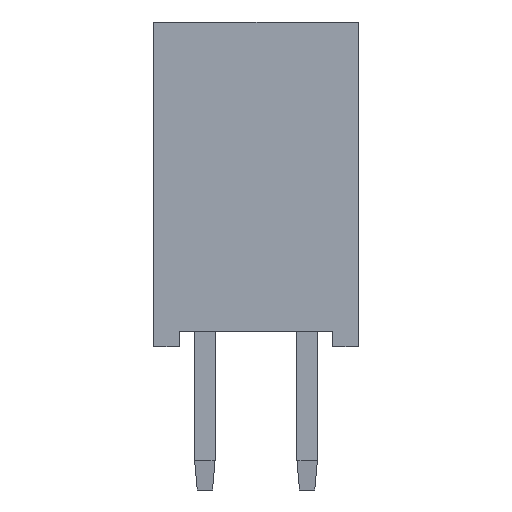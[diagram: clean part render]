
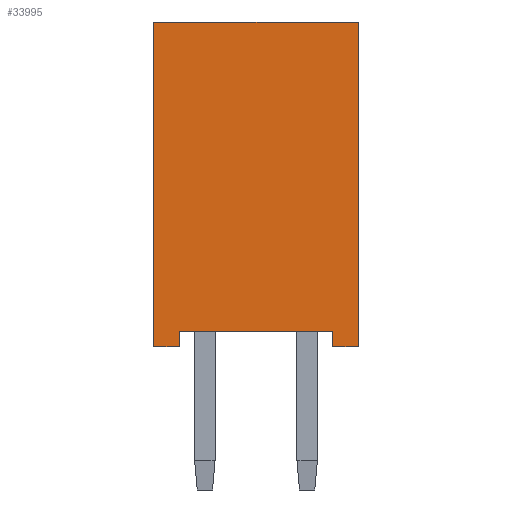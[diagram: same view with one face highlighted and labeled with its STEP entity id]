
A CAD part, left-side view. The second image highlights one B-rep face of the part: STEP entity #33995.
In plain terms, the highlighted planar face has unit normal (-1, 0, 0).
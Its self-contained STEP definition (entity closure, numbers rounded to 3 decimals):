
#210 = CARTESIAN_POINT ( 'NONE',  ( -30.25, 1.5, 0. ) ) ;
#277 = CARTESIAN_POINT ( 'NONE',  ( -30.25, -1.5, 0. ) ) ;
#899 = VECTOR ( 'NONE', #19948, 1000. ) ;
#1446 = LINE ( 'NONE', #40627, #2063 ) ;
#2063 = VECTOR ( 'NONE', #23042, 1000. ) ;
#2175 = ORIENTED_EDGE ( 'NONE', *, *, #16925, .T. ) ;
#2463 = AXIS2_PLACEMENT_3D ( 'NONE', #38447, #9681, #41630 ) ;
#3882 = DIRECTION ( 'NONE',  ( 0., 1., 0. ) ) ;
#4399 = DIRECTION ( 'NONE',  ( 0., -1., 0. ) ) ;
#4900 = CARTESIAN_POINT ( 'NONE',  ( -30.25, -2., 6.35 ) ) ;
#6173 = CARTESIAN_POINT ( 'NONE',  ( -30.25, 1.5, 0.3 ) ) ;
#6353 = ORIENTED_EDGE ( 'NONE', *, *, #14134, .F. ) ;
#7814 = ORIENTED_EDGE ( 'NONE', *, *, #25686, .F. ) ;
#9681 = DIRECTION ( 'NONE',  ( 1., 0., 0. ) ) ;
#10479 = LINE ( 'NONE', #39230, #31405 ) ;
#10600 = EDGE_CURVE ( 'NONE', #17899, #21744, #10479, .T. ) ;
#10766 = CARTESIAN_POINT ( 'NONE',  ( -30.25, -2., 0. ) ) ;
#10847 = VERTEX_POINT ( 'NONE', #22575 ) ;
#11260 = VERTEX_POINT ( 'NONE', #22117 ) ;
#11401 = LINE ( 'NONE', #10766, #18127 ) ;
#12138 = DIRECTION ( 'NONE',  ( 0., 0., -1. ) ) ;
#12172 = VERTEX_POINT ( 'NONE', #277 ) ;
#13175 = ORIENTED_EDGE ( 'NONE', *, *, #18394, .T. ) ;
#14134 = EDGE_CURVE ( 'NONE', #40006, #17899, #20465, .T. ) ;
#15052 = LINE ( 'NONE', #27631, #21386 ) ;
#15650 = FACE_OUTER_BOUND ( 'NONE', #37158, .T. ) ;
#16756 = CARTESIAN_POINT ( 'NONE',  ( -30.25, 2., 6.35 ) ) ;
#16925 = EDGE_CURVE ( 'NONE', #12172, #21145, #11401, .T. ) ;
#16964 = LINE ( 'NONE', #16756, #899 ) ;
#17899 = VERTEX_POINT ( 'NONE', #6173 ) ;
#18127 = VECTOR ( 'NONE', #27365, 1000. ) ;
#18394 = EDGE_CURVE ( 'NONE', #38139, #11260, #16964, .T. ) ;
#19948 = DIRECTION ( 'NONE',  ( 0., 0., -1. ) ) ;
#20465 = LINE ( 'NONE', #36235, #24797 ) ;
#20565 = LINE ( 'NONE', #33565, #39035 ) ;
#21145 = VERTEX_POINT ( 'NONE', #28601 ) ;
#21386 = VECTOR ( 'NONE', #27835, 1000. ) ;
#21625 = ORIENTED_EDGE ( 'NONE', *, *, #30512, .T. ) ;
#21744 = VERTEX_POINT ( 'NONE', #210 ) ;
#22117 = CARTESIAN_POINT ( 'NONE',  ( -30.25, 2., 0. ) ) ;
#22575 = CARTESIAN_POINT ( 'NONE',  ( -30.25, -2., 6.35 ) ) ;
#23042 = DIRECTION ( 'NONE',  ( 0., -1., 0. ) ) ;
#23049 = DIRECTION ( 'NONE',  ( 0., 0., -1. ) ) ;
#24578 = ORIENTED_EDGE ( 'NONE', *, *, #10600, .F. ) ;
#24797 = VECTOR ( 'NONE', #3882, 1000. ) ;
#25686 = EDGE_CURVE ( 'NONE', #12172, #40006, #15052, .T. ) ;
#27290 = ORIENTED_EDGE ( 'NONE', *, *, #28717, .F. ) ;
#27365 = DIRECTION ( 'NONE',  ( 0., -1., 0. ) ) ;
#27631 = CARTESIAN_POINT ( 'NONE',  ( -30.25, -1.5, 0. ) ) ;
#27835 = DIRECTION ( 'NONE',  ( 0., 0., 1. ) ) ;
#27887 = ORIENTED_EDGE ( 'NONE', *, *, #41634, .F. ) ;
#28601 = CARTESIAN_POINT ( 'NONE',  ( -30.25, -2., 0. ) ) ;
#28652 = PLANE ( 'NONE',  #2463 ) ;
#28717 = EDGE_CURVE ( 'NONE', #10847, #21145, #41314, .T. ) ;
#30512 = EDGE_CURVE ( 'NONE', #11260, #21744, #20565, .T. ) ;
#31405 = VECTOR ( 'NONE', #23049, 1000. ) ;
#33565 = CARTESIAN_POINT ( 'NONE',  ( -30.25, -2., 0. ) ) ;
#33995 = ADVANCED_FACE ( 'NONE', ( #15650 ), #28652, .F. ) ;
#34910 = CARTESIAN_POINT ( 'NONE',  ( -30.25, 2., 6.35 ) ) ;
#36235 = CARTESIAN_POINT ( 'NONE',  ( -30.25, 1.5, 0.3 ) ) ;
#37158 = EDGE_LOOP ( 'NONE', ( #21625, #24578, #6353, #7814, #2175, #27290, #27887, #13175 ) ) ;
#37540 = VECTOR ( 'NONE', #12138, 1000. ) ;
#38139 = VERTEX_POINT ( 'NONE', #34910 ) ;
#38447 = CARTESIAN_POINT ( 'NONE',  ( -30.25, -2., 6.35 ) ) ;
#39035 = VECTOR ( 'NONE', #4399, 1000. ) ;
#39209 = CARTESIAN_POINT ( 'NONE',  ( -30.25, -1.5, 0.3 ) ) ;
#39230 = CARTESIAN_POINT ( 'NONE',  ( -30.25, 1.5, 0. ) ) ;
#40006 = VERTEX_POINT ( 'NONE', #39209 ) ;
#40627 = CARTESIAN_POINT ( 'NONE',  ( -30.25, -2., 6.35 ) ) ;
#41314 = LINE ( 'NONE', #4900, #37540 ) ;
#41630 = DIRECTION ( 'NONE',  ( 0., 0., -1. ) ) ;
#41634 = EDGE_CURVE ( 'NONE', #38139, #10847, #1446, .T. ) ;
